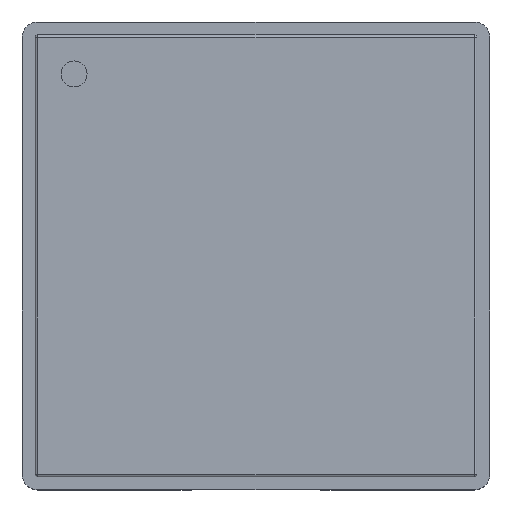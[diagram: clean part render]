
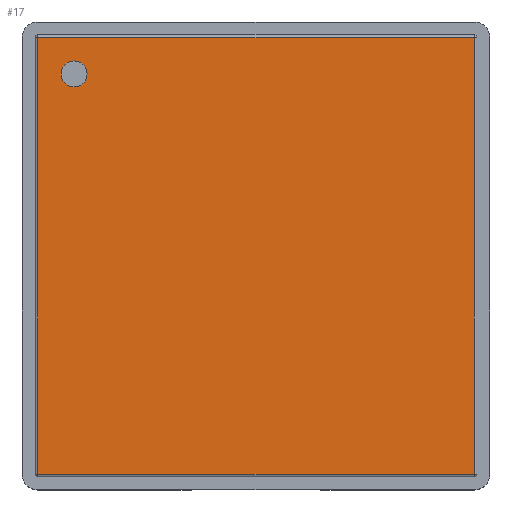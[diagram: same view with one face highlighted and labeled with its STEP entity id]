
A CAD part, top view. The second image highlights one B-rep face of the part: STEP entity #17.
In plain terms, the highlighted planar face has unit normal (0, 0, 1).
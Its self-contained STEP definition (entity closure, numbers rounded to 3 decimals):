
#13=DIRECTION('',(0.,0.,1.));
#17=ADVANCED_FACE('',(#18,#50),#60,.T.);
#18=FACE_BOUND('',#19,.T.);
#19=EDGE_LOOP('',(#20,#30,#37,#45));
#20=ORIENTED_EDGE('',*,*,#21,.T.);
#21=EDGE_CURVE('',#22,#24,#26,.T.);
#22=VERTEX_POINT('',#23);
#23=CARTESIAN_POINT('',(-4.2,-4.2,1.93));
#24=VERTEX_POINT('',#25);
#25=CARTESIAN_POINT('',(4.2,-4.2,1.93));
#26=LINE('',#27,#28);
#27=CARTESIAN_POINT('',(-4.25,-4.2,1.93));
#28=VECTOR('',#29,1.);
#29=DIRECTION('',(1.,0.,0.));
#30=ORIENTED_EDGE('',*,*,#31,.T.);
#31=EDGE_CURVE('',#24,#32,#34,.T.);
#32=VERTEX_POINT('',#33);
#33=CARTESIAN_POINT('',(4.2,4.2,1.93));
#34=LINE('',#25,#35);
#35=VECTOR('',#36,1.);
#36=DIRECTION('',(0.,1.,0.));
#37=ORIENTED_EDGE('',*,*,#38,.T.);
#38=EDGE_CURVE('',#32,#39,#41,.T.);
#39=VERTEX_POINT('',#40);
#40=CARTESIAN_POINT('',(-4.2,4.2,1.93));
#41=LINE('',#42,#43);
#42=CARTESIAN_POINT('',(4.25,4.2,1.93));
#43=VECTOR('',#44,1.);
#44=DIRECTION('',(-1.,0.,0.));
#45=ORIENTED_EDGE('',*,*,#46,.T.);
#46=EDGE_CURVE('',#39,#22,#47,.T.);
#47=LINE('',#40,#48);
#48=VECTOR('',#49,1.);
#49=DIRECTION('',(0.,-1.,0.));
#50=FACE_BOUND('',#51,.T.);
#51=EDGE_LOOP('',(#52));
#52=ORIENTED_EDGE('',*,*,#53,.T.);
#53=EDGE_CURVE('',#54,#54,#56,.T.);
#54=VERTEX_POINT('',#55);
#55=CARTESIAN_POINT('',(-3.25,3.5,1.93));
#56=CIRCLE('',#57,0.25);
#57=AXIS2_PLACEMENT_3D('',#58,#59,#29);
#58=CARTESIAN_POINT('',(-3.5,3.5,1.93));
#59=DIRECTION('',(0.,0.,-1.));
#60=PLANE('',#61);
#61=AXIS2_PLACEMENT_3D('',#62,#13,#29);
#62=CARTESIAN_POINT('',(0.,0.,1.93));
